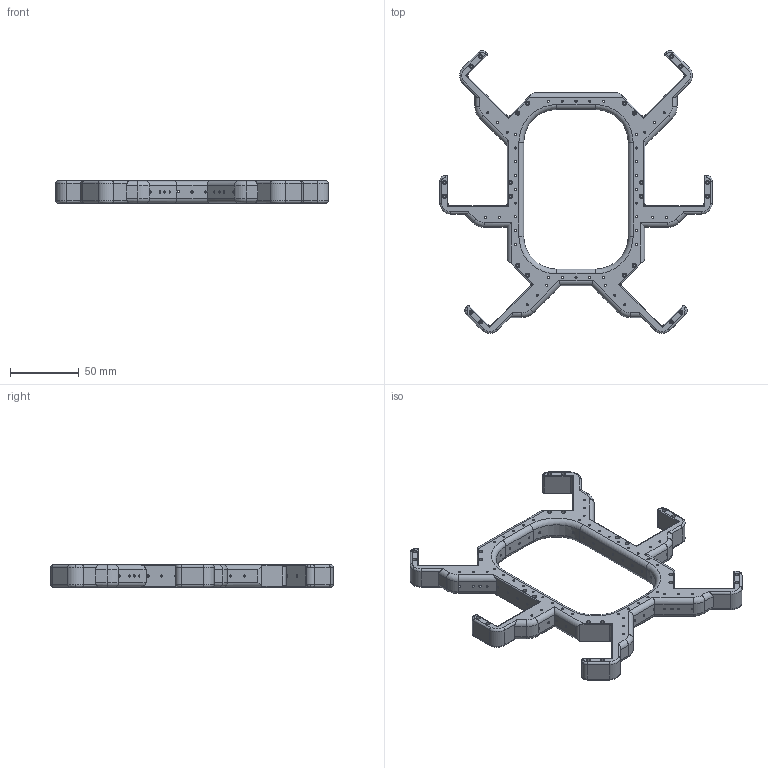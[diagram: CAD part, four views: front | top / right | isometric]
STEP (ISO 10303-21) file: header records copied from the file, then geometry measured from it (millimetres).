
FILE_DESCRIPTION (( 'STEP AP214' ), '1' );
FILE_NAME ('frame.STEP', '2022-11-01T15:26:33', ( '' ), ( '' ), 'SwSTEP 2.0', 'SolidWorks 2021', '' );
FILE_SCHEMA (( 'AUTOMOTIVE_DESIGN' ));
Length unit declared in the file: millimetre
Products named in the file (1): frame
Bounding box: 198 x 205.39 x 16 mm (x, y, z)
Volume: 139944.3 mm3; surface area: 48218.7 mm2
Topology: 1 solids, 1 shells, 755 faces, 2242 edges, 1415 vertices
Faces by surface type: cylinder 545, plane 114, torus 48, bspline 48
Entity records: 38868 total; most frequent: CARTESIAN_POINT 19484, ORIENTED_EDGE 4436, DIRECTION 3631, EDGE_CURVE 2218, AXIS2_PLACEMENT_3D 1424, VERTEX_POINT 1415, EDGE_LOOP 971, LINE 783
